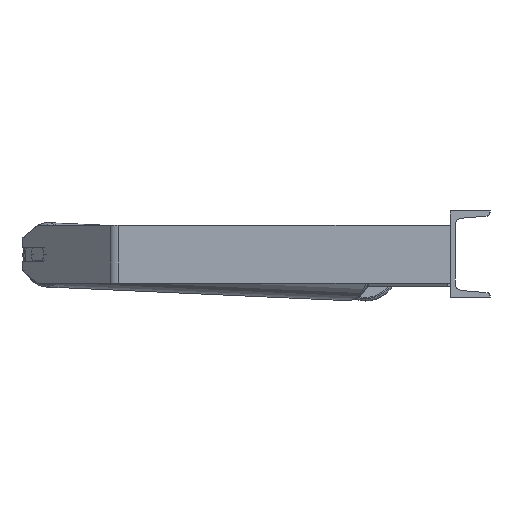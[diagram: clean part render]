
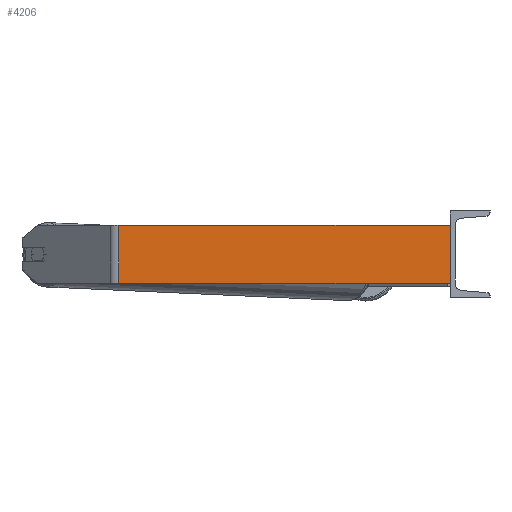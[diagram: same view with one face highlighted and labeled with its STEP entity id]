
A CAD part, left-side view. The second image highlights one B-rep face of the part: STEP entity #4206.
In plain terms, the highlighted planar face has unit normal (-1, 0, 0).
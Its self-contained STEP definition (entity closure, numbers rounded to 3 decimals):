
#71 = EDGE_CURVE ( 'NONE', #2062, #3750, #7636, .T. ) ;
#257 = CARTESIAN_POINT ( 'NONE',  ( -885., 458.57, 40. ) ) ;
#371 = VERTEX_POINT ( 'NONE', #782 ) ;
#782 = CARTESIAN_POINT ( 'NONE',  ( -885., 0., -40. ) ) ;
#1332 = CARTESIAN_POINT ( 'NONE',  ( -885., 465.197, 40. ) ) ;
#1531 = DIRECTION ( 'NONE',  ( 0., 0., -1. ) ) ;
#1696 = EDGE_CURVE ( 'NONE', #2062, #4236, #7078, .T. ) ;
#1904 = CARTESIAN_POINT ( 'NONE',  ( -885., 465.197, 40. ) ) ;
#2062 = VERTEX_POINT ( 'NONE', #257 ) ;
#2392 = ORIENTED_EDGE ( 'NONE', *, *, #2656, .T. ) ;
#2656 = EDGE_CURVE ( 'NONE', #4236, #371, #8500, .T. ) ;
#3098 = EDGE_LOOP ( 'NONE', ( #2392, #8829, #6696, #6765 ) ) ;
#3414 = AXIS2_PLACEMENT_3D ( 'NONE', #1904, #5380, #6804 ) ;
#3726 = CARTESIAN_POINT ( 'NONE',  ( -885., 465.197, -40. ) ) ;
#3750 = VERTEX_POINT ( 'NONE', #4822 ) ;
#4206 = ADVANCED_FACE ( 'NONE', ( #8069 ), #5342, .F. ) ;
#4236 = VERTEX_POINT ( 'NONE', #4901 ) ;
#4822 = CARTESIAN_POINT ( 'NONE',  ( -885., 0., 40. ) ) ;
#4901 = CARTESIAN_POINT ( 'NONE',  ( -885., 458.57, -40. ) ) ;
#4919 = LINE ( 'NONE', #7708, #5150 ) ;
#5150 = VECTOR ( 'NONE', #5630, 1000. ) ;
#5342 = PLANE ( 'NONE',  #3414 ) ;
#5380 = DIRECTION ( 'NONE',  ( 1., 0., 0. ) ) ;
#5630 = DIRECTION ( 'NONE',  ( 0., 0., -1. ) ) ;
#5956 = VECTOR ( 'NONE', #8980, 1000. ) ;
#6128 = VECTOR ( 'NONE', #1531, 1000. ) ;
#6696 = ORIENTED_EDGE ( 'NONE', *, *, #71, .F. ) ;
#6765 = ORIENTED_EDGE ( 'NONE', *, *, #1696, .T. ) ;
#6804 = DIRECTION ( 'NONE',  ( 0., 1., 0. ) ) ;
#7078 = LINE ( 'NONE', #7886, #6128 ) ;
#7248 = DIRECTION ( 'NONE',  ( 0., -1., 0. ) ) ;
#7636 = LINE ( 'NONE', #1332, #5956 ) ;
#7708 = CARTESIAN_POINT ( 'NONE',  ( -885., 0., 40. ) ) ;
#7886 = CARTESIAN_POINT ( 'NONE',  ( -885., 458.57, 40. ) ) ;
#8069 = FACE_OUTER_BOUND ( 'NONE', #3098, .T. ) ;
#8310 = EDGE_CURVE ( 'NONE', #3750, #371, #4919, .T. ) ;
#8312 = VECTOR ( 'NONE', #7248, 1000. ) ;
#8500 = LINE ( 'NONE', #3726, #8312 ) ;
#8829 = ORIENTED_EDGE ( 'NONE', *, *, #8310, .F. ) ;
#8980 = DIRECTION ( 'NONE',  ( 0., -1., 0. ) ) ;
